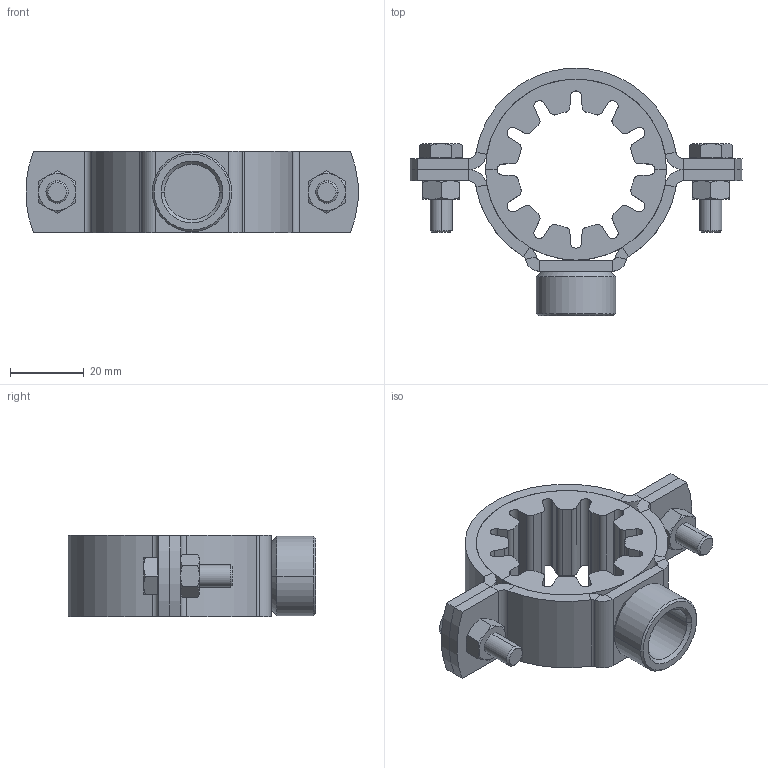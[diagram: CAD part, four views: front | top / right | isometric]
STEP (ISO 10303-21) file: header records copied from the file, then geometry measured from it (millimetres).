
FILE_DESCRIPTION (( 'STEP AP203' ), '1' );
FILE_NAME ('51.851.STEP', '2019-11-21T16:22:53', ( '' ), ( '' ), 'SwSTEP 2.0', 'SolidWorks 2019', '' );
FILE_SCHEMA (( 'CONFIG_CONTROL_DESIGN' ));
Length unit declared in the file: millimetre
Products named in the file (8): 1000003445_Nur f〉 Veranschaulichung 3D; 1000003483; 1000003418_02 - Gr. 30-32 - H-17113.002; 1000003264; 1000003426_02 - Gr. 30-32 - H-17114.602; 1000003485; 1000003389_02 - Gr. 30-32 - H-17112.002; 51.851
Assembly tree (10 placements, depth 3):
  51.851
    1000003426_02 - Gr. 30-32 - H-17114.602
      1000003418_02 - Gr. 30-32 - H-17113.002
      1000003264
    1000003389_02 - Gr. 30-32 - H-17112.002
    1000003445_Nur f〉 Veranschaulichung 3D  x2
    1000003483  x2
    1000003485  x2
Bounding box: 89.83 x 66.91 x 22 mm (x, y, z)
Volume: 38961.2 mm3; surface area: 25279.1 mm2
Topology: 9 solids, 9 shells, 294 faces, 688 edges, 414 vertices
Faces by surface type: plane 122, cylinder 110, cone 62
Entity records: 6399 total; most frequent: CARTESIAN_POINT 1063, DIRECTION 1001, ORIENTED_EDGE 876, EDGE_CURVE 438, AXIS2_PLACEMENT_3D 393, VERTEX_POINT 259, VECTOR 215, LINE 215
